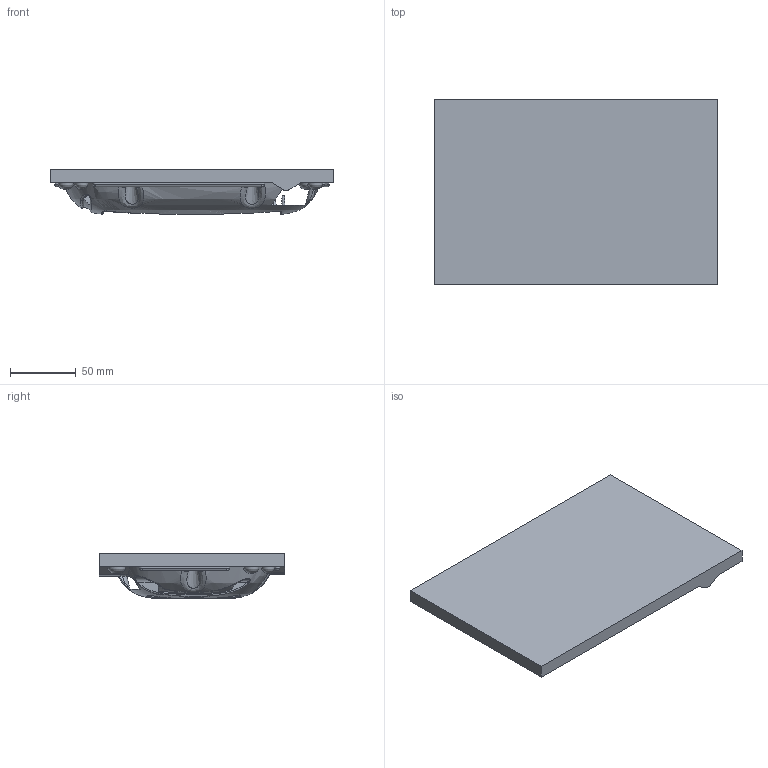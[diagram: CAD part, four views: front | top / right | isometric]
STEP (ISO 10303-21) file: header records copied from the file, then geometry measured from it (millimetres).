
FILE_DESCRIPTION(/* description */ (''),/* implementation_level */ '2;1');
FILE_NAME(/* name */ 'Stylish Belt Synth- Mold Mold - Bottom Outer Positive.step',/* time_stamp */ '2020-01-27T01:19:40-08:00',/* author */ (''),/* organization */ (''),/* preprocessor_version */ 'ST-DEVELOPER v18',/* originating_system */ 'Autodesk Translation Framework v8.12.0.6',/* authorisation */ '');
FILE_SCHEMA (('AUTOMOTIVE_DESIGN { 1 0 10303 214 3 1 1 }'));
Products named in the file (5): Stylish Belt Synth V4 Plastic Enclosure; Molds for Molds; Top Molds; Top top; Bottom Molds
Assembly tree (4 placements, depth 4):
  Stylish Belt Synth V4 Plastic Enclosure
    Molds for Molds
      Top Molds
        Top top
      Bottom Molds
Bounding box: 216.26 x 141.46 x 33.99 mm (x, y, z)
Volume: 637513.6 mm3; surface area: 82694.8 mm2
Topology: 1 solids, 1 shells, 362 faces, 1504 edges, 1138 vertices
Faces by surface type: bspline 150, plane 125, cylinder 62, cone 22, torus 3
Entity records: 37242 total; most frequent: CARTESIAN_POINT 26809, ORIENTED_EDGE 2964, EDGE_CURVE 1482, VERTEX_POINT 1138, DIRECTION 1109, B_SPLINE_CURVE_WITH_KNOTS 1001, AXIS2_PLACEMENT_3D 413, EDGE_LOOP 378
